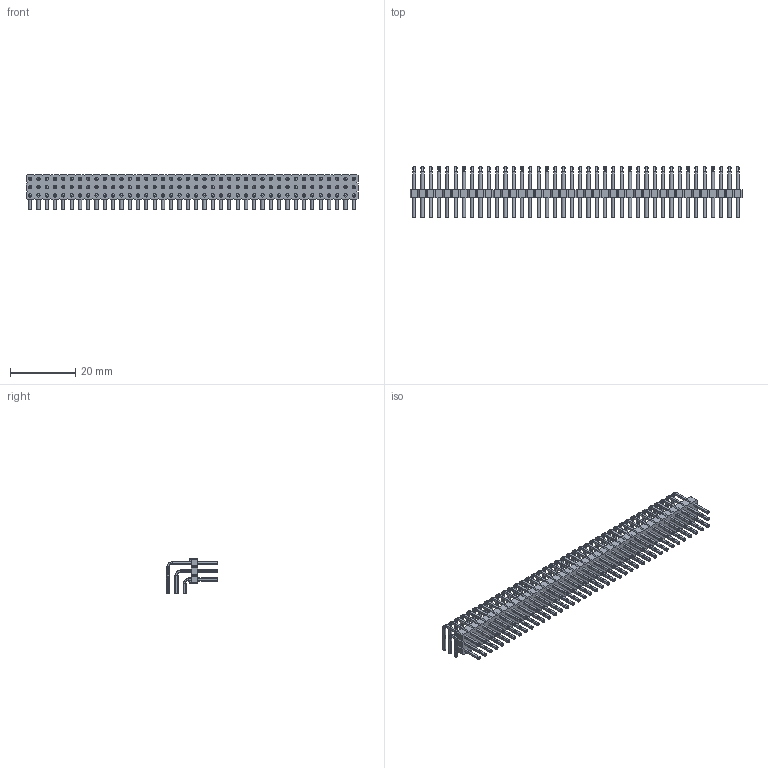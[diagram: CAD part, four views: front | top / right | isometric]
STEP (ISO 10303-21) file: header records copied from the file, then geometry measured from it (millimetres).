
FILE_DESCRIPTION(/* description */ ('-'),/* implementation_level */ '2;1');
FILE_NAME(/* name */ 'Stiftleiste, RM 2,54 mm - 6-3 mm, gewinkelt 90° stehend - 3 x 40 - schwarz',/* time_stamp */ '2022-04-29T19:11:55+02:00',/* author */ ('c.wilms'),/* organization */ ('-'),/* preprocessor_version */ 'ST-DEVELOPER v16.7',/* originating_system */ 'Solid Edge',/* authorisation */ 'Unknown');
FILE_SCHEMA (('AUTOMOTIVE_DESIGN {1 0 10303 214 3 1 1}'));
Length unit declared in the file: millimetre
Products named in the file (5): Stiftleiste, RM 2,54 mm - 6-3 mm, gewinkelt 90° stehend - 3 x 40 - sc
hwarz; Stiftleiste, RM 2,54 mm - Träger - 3 x 40 - schwarz; Stiftleiste, RM 2,54 mm - Stift, Reihe 1 -  6-3 mm, gewinkelt 90° ste
hend; Stiftleiste, RM 2,54 mm - Stift, Reihe 2 -  6-3 mm, gewinkelt 90° ste
hend; Stiftleiste, RM 2,54 mm - Stift, Reihe 3 -  6-3 mm, gewinkelt 90° ste
hend
Assembly tree (121 placements, depth 2):
  Stiftleiste, RM 2,54 mm - 6-3 mm, gewinkelt 90° stehend - 3 x 40 - sc
hwarz
    Stiftleiste, RM 2,54 mm - Träger - 3 x 40 - schwarz
    Stiftleiste, RM 2,54 mm - Stift, Reihe 1 -  6-3 mm, gewinkelt 90° ste
hend  x40
    Stiftleiste, RM 2,54 mm - Stift, Reihe 2 -  6-3 mm, gewinkelt 90° ste
hend  x40
    Stiftleiste, RM 2,54 mm - Stift, Reihe 3 -  6-3 mm, gewinkelt 90° ste
hend  x40
Bounding box: 101.6 x 15.64 x 10.62 mm (x, y, z)
Volume: 2432.8 mm3; surface area: 14752.9 mm2
Topology: 121 solids, 361 shells, 5060 faces, 13494 edges, 8676 vertices
Faces by surface type: plane 2660, cylinder 1920, torus 480
Full cylindrical faces by diameter (mm): 1 x240
Entity records: 45663 total; most frequent: CARTESIAN_POINT 7924, DIRECTION 7838, ORIENTED_EDGE 7776, EDGE_CURVE 3894, LINE 2826, VECTOR 2826, VERTEX_POINT 2592, AXIS2_PLACEMENT_3D 2506
